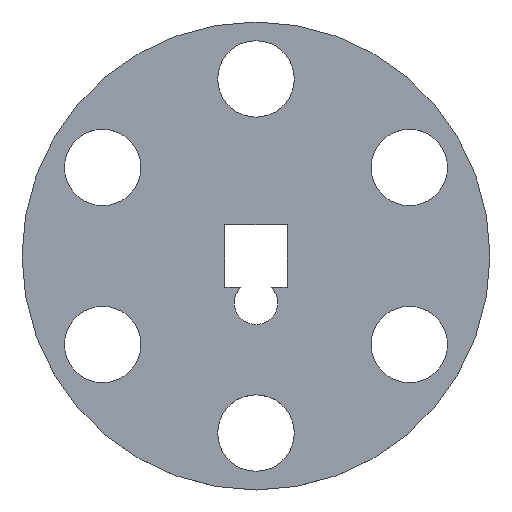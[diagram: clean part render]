
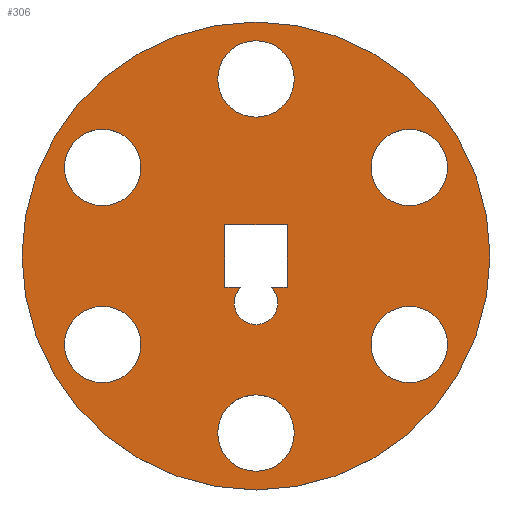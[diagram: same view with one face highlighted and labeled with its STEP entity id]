
A CAD part, top view. The second image highlights one B-rep face of the part: STEP entity #306.
In plain terms, the highlighted planar face has unit normal (0, 0, 1).
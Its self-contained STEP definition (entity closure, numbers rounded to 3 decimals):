
#15=FACE_BOUND('',#65,.T.);
#16=FACE_BOUND('',#66,.T.);
#17=FACE_BOUND('',#67,.T.);
#18=FACE_BOUND('',#68,.T.);
#19=FACE_BOUND('',#69,.T.);
#20=FACE_BOUND('',#70,.T.);
#21=FACE_BOUND('',#71,.T.);
#34=PLANE('',#351);
#49=FACE_OUTER_BOUND('',#64,.T.);
#64=EDGE_LOOP('',(#259));
#65=EDGE_LOOP('',(#260));
#66=EDGE_LOOP('',(#261));
#67=EDGE_LOOP('',(#262));
#68=EDGE_LOOP('',(#263));
#69=EDGE_LOOP('',(#264,#265,#266,#267,#268,#269));
#70=EDGE_LOOP('',(#270));
#71=EDGE_LOOP('',(#271));
#84=LINE('',#460,#107);
#87=LINE('',#466,#110);
#90=LINE('',#472,#113);
#93=LINE('',#478,#116);
#96=LINE('',#484,#119);
#107=VECTOR('',#373,10.);
#110=VECTOR('',#378,10.);
#113=VECTOR('',#383,10.);
#116=VECTOR('',#388,10.);
#119=VECTOR('',#393,10.);
#126=CIRCLE('',#323,6.125);
#128=CIRCLE('',#326,6.125);
#131=CIRCLE('',#335,3.5);
#132=CIRCLE('',#337,6.125);
#134=CIRCLE('',#340,6.125);
#136=CIRCLE('',#343,6.125);
#138=CIRCLE('',#346,6.125);
#140=CIRCLE('',#349,37.5);
#142=VERTEX_POINT('',#442);
#144=VERTEX_POINT('',#448);
#148=VERTEX_POINT('',#457);
#149=VERTEX_POINT('',#459);
#151=VERTEX_POINT('',#465);
#153=VERTEX_POINT('',#471);
#155=VERTEX_POINT('',#477);
#157=VERTEX_POINT('',#483);
#158=VERTEX_POINT('',#490);
#160=VERTEX_POINT('',#496);
#162=VERTEX_POINT('',#502);
#164=VERTEX_POINT('',#508);
#166=VERTEX_POINT('',#514);
#168=EDGE_CURVE('',#142,#142,#126,.T.);
#171=EDGE_CURVE('',#144,#144,#128,.T.);
#176=EDGE_CURVE('',#149,#148,#84,.T.);
#179=EDGE_CURVE('',#151,#149,#87,.T.);
#182=EDGE_CURVE('',#153,#151,#90,.T.);
#185=EDGE_CURVE('',#155,#153,#93,.T.);
#188=EDGE_CURVE('',#157,#155,#96,.T.);
#191=EDGE_CURVE('',#148,#157,#131,.T.);
#192=EDGE_CURVE('',#158,#158,#132,.T.);
#195=EDGE_CURVE('',#160,#160,#134,.T.);
#198=EDGE_CURVE('',#162,#162,#136,.T.);
#201=EDGE_CURVE('',#164,#164,#138,.T.);
#204=EDGE_CURVE('',#166,#166,#140,.T.);
#259=ORIENTED_EDGE('',*,*,#204,.T.);
#260=ORIENTED_EDGE('',*,*,#201,.T.);
#261=ORIENTED_EDGE('',*,*,#198,.T.);
#262=ORIENTED_EDGE('',*,*,#195,.T.);
#263=ORIENTED_EDGE('',*,*,#192,.T.);
#264=ORIENTED_EDGE('',*,*,#191,.T.);
#265=ORIENTED_EDGE('',*,*,#188,.T.);
#266=ORIENTED_EDGE('',*,*,#185,.T.);
#267=ORIENTED_EDGE('',*,*,#182,.T.);
#268=ORIENTED_EDGE('',*,*,#179,.T.);
#269=ORIENTED_EDGE('',*,*,#176,.T.);
#270=ORIENTED_EDGE('',*,*,#171,.T.);
#271=ORIENTED_EDGE('',*,*,#168,.T.);
#306=ADVANCED_FACE('',(#49,#15,#16,#17,#18,#19,#20,#21),#34,.T.);
#323=AXIS2_PLACEMENT_3D('',#443,#357,#358);
#326=AXIS2_PLACEMENT_3D('',#449,#364,#365);
#335=AXIS2_PLACEMENT_3D('',#488,#399,#400);
#337=AXIS2_PLACEMENT_3D('',#491,#403,#404);
#340=AXIS2_PLACEMENT_3D('',#497,#410,#411);
#343=AXIS2_PLACEMENT_3D('',#503,#417,#418);
#346=AXIS2_PLACEMENT_3D('',#509,#424,#425);
#349=AXIS2_PLACEMENT_3D('',#515,#431,#432);
#351=AXIS2_PLACEMENT_3D('',#519,#436,#437);
#357=DIRECTION('center_axis',(0.,0.,-1.));
#358=DIRECTION('ref_axis',(1.,0.,0.));
#364=DIRECTION('center_axis',(0.,0.,-1.));
#365=DIRECTION('ref_axis',(1.,0.,0.));
#373=DIRECTION('',(-1.,0.,0.));
#378=DIRECTION('',(0.,-1.,0.));
#383=DIRECTION('',(1.,0.,0.));
#388=DIRECTION('',(0.,1.,0.));
#393=DIRECTION('',(-1.,0.,0.));
#399=DIRECTION('center_axis',(0.,0.,-1.));
#400=DIRECTION('ref_axis',(1.,0.,0.));
#403=DIRECTION('center_axis',(0.,0.,-1.));
#404=DIRECTION('ref_axis',(1.,0.,0.));
#410=DIRECTION('center_axis',(0.,0.,-1.));
#411=DIRECTION('ref_axis',(1.,0.,0.));
#417=DIRECTION('center_axis',(0.,0.,-1.));
#418=DIRECTION('ref_axis',(1.,0.,0.));
#424=DIRECTION('center_axis',(0.,0.,-1.));
#425=DIRECTION('ref_axis',(1.,0.,0.));
#431=DIRECTION('center_axis',(0.,0.,1.));
#432=DIRECTION('ref_axis',(1.,0.,0.));
#436=DIRECTION('center_axis',(0.,0.,1.));
#437=DIRECTION('ref_axis',(1.,0.,0.));
#442=CARTESIAN_POINT('',(-6.125,28.375,20.));
#443=CARTESIAN_POINT('Origin',(0.,28.375,20.));
#448=CARTESIAN_POINT('',(18.448,14.188,20.));
#449=CARTESIAN_POINT('Origin',(24.573,14.188,20.));
#457=CARTESIAN_POINT('',(2.449,-5.,20.));
#459=CARTESIAN_POINT('',(5.,-5.,20.));
#460=CARTESIAN_POINT('',(2.5,-5.,20.));
#465=CARTESIAN_POINT('',(5.,5.,20.));
#466=CARTESIAN_POINT('',(5.,2.5,20.));
#471=CARTESIAN_POINT('',(-5.,5.,20.));
#472=CARTESIAN_POINT('',(-2.5,5.,20.));
#477=CARTESIAN_POINT('',(-5.,-5.,20.));
#478=CARTESIAN_POINT('',(-5.,-2.5,20.));
#483=CARTESIAN_POINT('',(-2.449,-5.,20.));
#484=CARTESIAN_POINT('',(-1.225,-5.,20.));
#488=CARTESIAN_POINT('Origin',(0.,-7.5,20.));
#490=CARTESIAN_POINT('',(18.448,-14.188,20.));
#491=CARTESIAN_POINT('Origin',(24.573,-14.188,20.));
#496=CARTESIAN_POINT('',(-6.125,-28.375,20.));
#497=CARTESIAN_POINT('Origin',(0.,-28.375,20.));
#502=CARTESIAN_POINT('',(-30.698,14.188,20.));
#503=CARTESIAN_POINT('Origin',(-24.573,14.188,20.));
#508=CARTESIAN_POINT('',(-30.698,-14.188,20.));
#509=CARTESIAN_POINT('Origin',(-24.573,-14.188,20.));
#514=CARTESIAN_POINT('',(-37.5,0.,20.));
#515=CARTESIAN_POINT('Origin',(0.,0.,20.));
#519=CARTESIAN_POINT('Origin',(0.,0.,20.));
